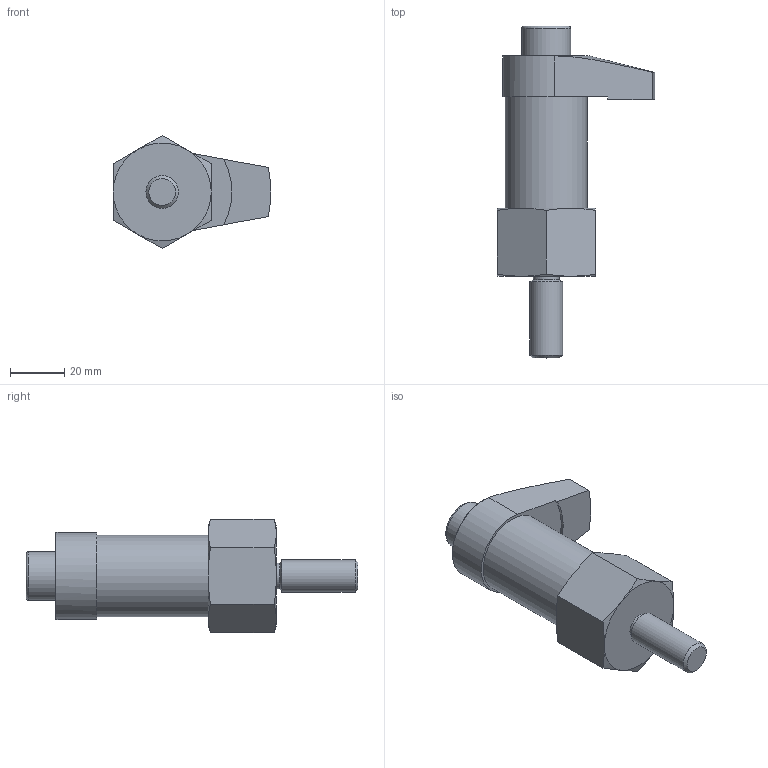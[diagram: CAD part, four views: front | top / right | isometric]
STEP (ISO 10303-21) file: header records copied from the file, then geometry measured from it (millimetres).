
FILE_DESCRIPTION( ( 'STEP AP214' ), '1' );
FILE_NAME( 'K0015.12140__65_.stp', '2021-01-06T14:42:53', ( '' ), ( '' ), ' ', 'PARTsolutions', ' ' );
FILE_SCHEMA( ( 'AUTOMOTIVE_DESIGN { 1 0 10303 214 1 1 1 1 }' ) );
Length unit declared in the file: millimetre
Products named in the file (1): _K0015.12140_(65)
Bounding box: 57.89 x 122 x 41.57 mm (x, y, z)
Volume: 82157.7 mm3; surface area: 15327.9 mm2
Topology: 1 solids, 1 shells, 47 faces, 101 edges, 62 vertices
Faces by surface type: plane 23, cone 15, cylinder 8, torus 1
Full cylindrical faces by diameter (mm): 9.4 x1, 12 x1, 18 x1, 19 x1, 30 x1
Entity records: 1690 total; most frequent: CARTESIAN_POINT 346, DIRECTION 192, ORIENTED_EDGE 182, EDGE_CURVE 91, AXIS2_PLACEMENT_3D 79, EDGE_LOOP 62, VERTEX_POINT 61, FACE_OUTER_BOUND 53
